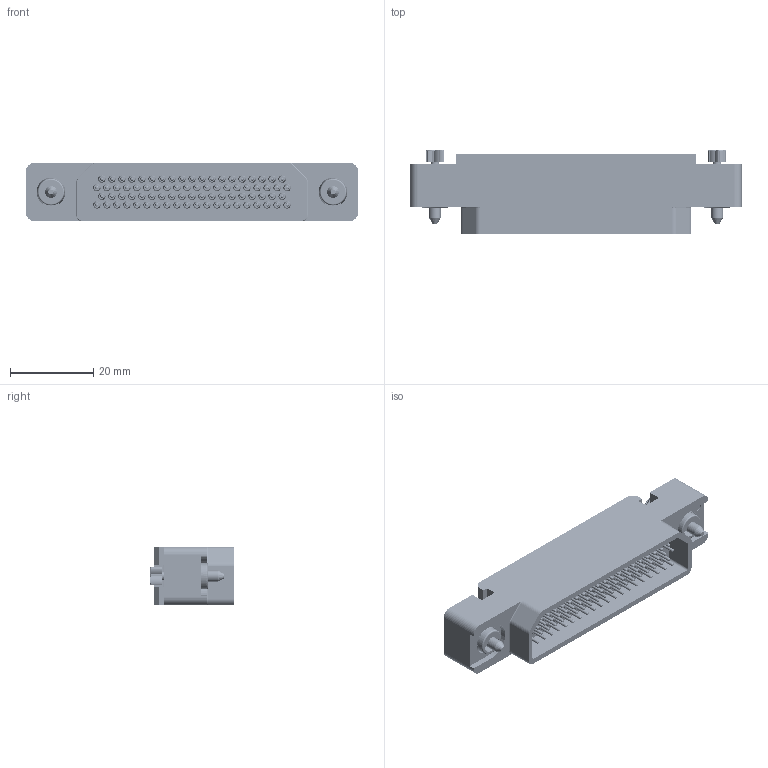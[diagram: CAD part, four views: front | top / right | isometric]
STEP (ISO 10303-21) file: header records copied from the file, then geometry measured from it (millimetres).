
FILE_DESCRIPTION((''),'2;1');
FILE_NAME('1900ND02P2A00B','2019-10-29T',('presta_be4'),(''),'CREO PARAMETRIC BY PTC INC, 2018360','CREO PARAMETRIC BY PTC INC, 2018360','');
FILE_SCHEMA(('CONFIG_CONTROL_DESIGN'));
Products named in the file (1): 1900ND02P2A00B
Bounding box: 80 x 20.16 x 14 mm (x, y, z)
Volume: 10647.4 mm3; surface area: 16015.8 mm2
Topology: 3 solids, 3 shells, 5998 faces, 14449 edges, 8872 vertices
Faces by surface type: cylinder 2172, plane 2077, cone 978, torus 360, extrusion 251, bspline 160
Entity records: 207472 total; most frequent: CARTESIAN_POINT 66774, DIRECTION 29855, ORIENTED_EDGE 28578, EDGE_CURVE 14289, AXIS2_PLACEMENT_3D 10963, VERTEX_POINT 8872, VECTOR 7929, LINE 7678
